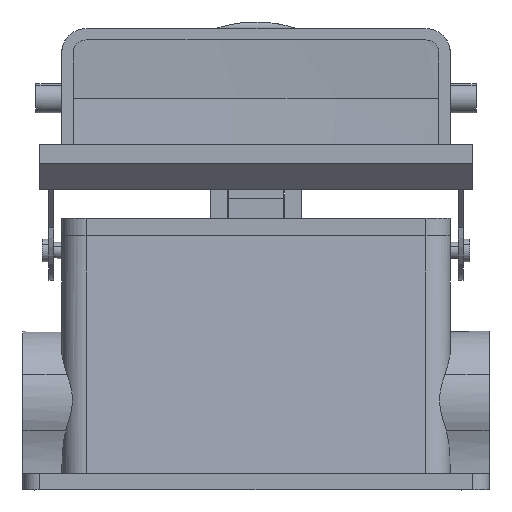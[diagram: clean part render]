
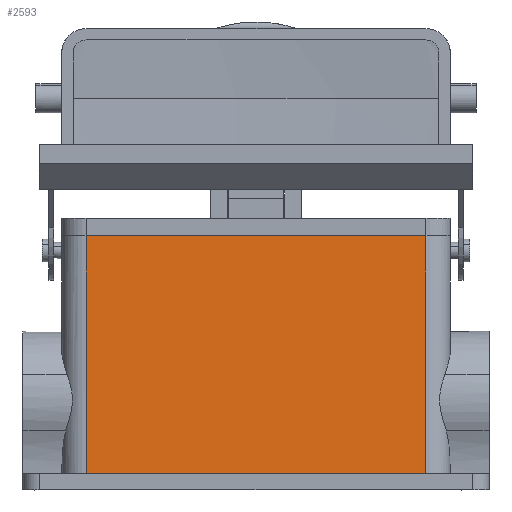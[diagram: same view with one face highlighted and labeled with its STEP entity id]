
A CAD part, left-side view. The second image highlights one B-rep face of the part: STEP entity #2593.
In plain terms, the highlighted planar face has unit normal (-0.999, 0, 0.035).
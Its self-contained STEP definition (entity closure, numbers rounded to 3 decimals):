
#2585=AXIS2_PLACEMENT_3D('Plane Axis2P3D',#2582,#2583,#2584) ;
#1308=CARTESIAN_POINT('Vertex',(15.933,19.5,5.)) ;
#1311=CARTESIAN_POINT('Line Origine',(15.933,72.,5.)) ;
#1315=CARTESIAN_POINT('Vertex',(15.933,124.5,5.)) ;
#1653=CARTESIAN_POINT('Line Origine',(18.5,72.,78.5)) ;
#1657=CARTESIAN_POINT('Vertex',(18.5,124.5,78.5)) ;
#1659=CARTESIAN_POINT('Vertex',(18.5,19.5,78.5)) ;
#1959=CARTESIAN_POINT('Line Origine',(17.169,124.5,40.381)) ;
#2567=CARTESIAN_POINT('Line Origine',(17.169,19.5,40.381)) ;
#2582=CARTESIAN_POINT('Axis2P3D Location',(18.5,72.,78.5)) ;
#1312=DIRECTION('Vector Direction',(0.,1.,0.)) ;
#1654=DIRECTION('Vector Direction',(0.,1.,0.)) ;
#1960=DIRECTION('Vector Direction',(0.035,0.,0.999)) ;
#2568=DIRECTION('Vector Direction',(0.035,0.,0.999)) ;
#2583=DIRECTION('Axis2P3D Direction',(-0.999,0.,0.035)) ;
#2584=DIRECTION('Axis2P3D XDirection',(0.,1.,0.)) ;
#1313=VECTOR('Line Direction',#1312,1.) ;
#1655=VECTOR('Line Direction',#1654,1.) ;
#1961=VECTOR('Line Direction',#1960,1.) ;
#2569=VECTOR('Line Direction',#2568,1.) ;
#2588=ORIENTED_EDGE('',*,*,#2571,.F.) ;
#2589=ORIENTED_EDGE('',*,*,#1661,.F.) ;
#2590=ORIENTED_EDGE('',*,*,#1963,.F.) ;
#2591=ORIENTED_EDGE('',*,*,#1317,.F.) ;
#2593=ADVANCED_FACE('Housing',(#2592),#2586,.T.) ;
#1317=EDGE_CURVE('',#1309,#1316,#1314,.T.) ;
#1661=EDGE_CURVE('',#1658,#1660,#1656,.F.) ;
#1963=EDGE_CURVE('',#1316,#1658,#1962,.T.) ;
#2571=EDGE_CURVE('',#1660,#1309,#2570,.F.) ;
#2587=EDGE_LOOP('',(#2588,#2589,#2590,#2591)) ;
#2592=FACE_OUTER_BOUND('',#2587,.T.) ;
#1314=LINE('Line',#1311,#1313) ;
#1656=LINE('Line',#1653,#1655) ;
#1962=LINE('Line',#1959,#1961) ;
#2570=LINE('Line',#2567,#2569) ;
#2586=PLANE('',#2585) ;
#1309=VERTEX_POINT('',#1308) ;
#1316=VERTEX_POINT('',#1315) ;
#1658=VERTEX_POINT('',#1657) ;
#1660=VERTEX_POINT('',#1659) ;
